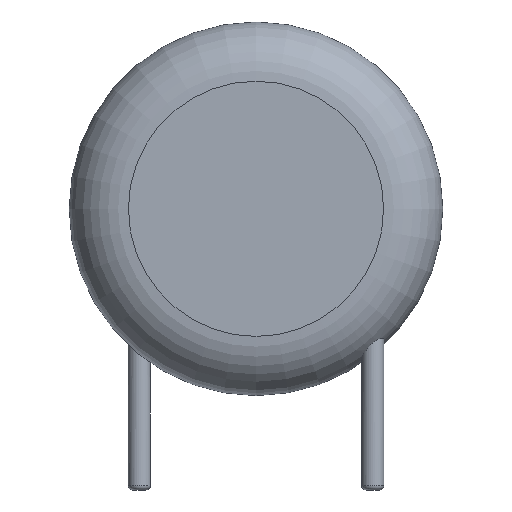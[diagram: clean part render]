
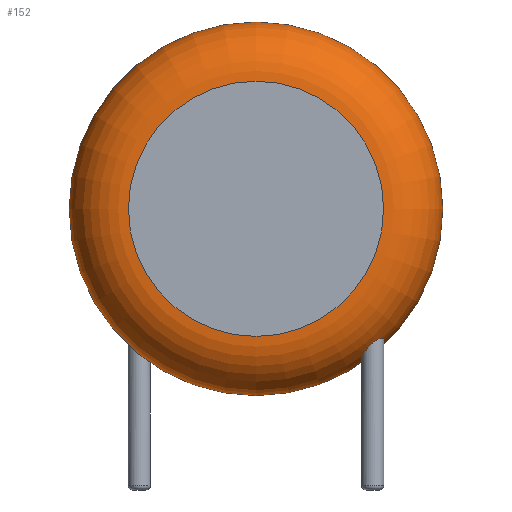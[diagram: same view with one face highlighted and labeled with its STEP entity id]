
A CAD part, front view. The second image highlights one B-rep face of the part: STEP entity #152.
In plain terms, the highlighted toroidal (fillet/blend) face has major radius 4.098 mm and minor radius 1.902 mm.
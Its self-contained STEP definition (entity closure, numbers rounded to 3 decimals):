
#24 = VERTEX_POINT('',#25);
#25 = CARTESIAN_POINT('',(9.75,-0.748,6.03));
#31 = EDGE_CURVE('',#24,#24,#32,.T.);
#32 = CIRCLE('',#33,6.);
#33 = AXIS2_PLACEMENT_3D('',#34,#35,#36);
#34 = CARTESIAN_POINT('',(3.75,-0.748,6.03));
#35 = DIRECTION('',(0.,-1.,0.));
#36 = DIRECTION('',(1.,0.,0.));
#152 = ADVANCED_FACE('',(#153,#173),#259,.T.);
#153 = FACE_BOUND('',#154,.T.);
#154 = EDGE_LOOP('',(#155,#156,#165,#172));
#155 = ORIENTED_EDGE('',*,*,#31,.T.);
#156 = ORIENTED_EDGE('',*,*,#157,.T.);
#157 = EDGE_CURVE('',#24,#158,#160,.T.);
#158 = VERTEX_POINT('',#159);
#159 = CARTESIAN_POINT('',(7.848,-2.65,6.03));
#160 = CIRCLE('',#161,1.902);
#161 = AXIS2_PLACEMENT_3D('',#162,#163,#164);
#162 = CARTESIAN_POINT('',(7.848,-0.748,6.03));
#163 = DIRECTION('',(0.,0.,-1.));
#164 = DIRECTION('',(1.,0.,0.));
#165 = ORIENTED_EDGE('',*,*,#166,.F.);
#166 = EDGE_CURVE('',#158,#158,#167,.T.);
#167 = CIRCLE('',#168,4.098);
#168 = AXIS2_PLACEMENT_3D('',#169,#170,#171);
#169 = CARTESIAN_POINT('',(3.75,-2.65,6.03));
#170 = DIRECTION('',(0.,-1.,0.));
#171 = DIRECTION('',(1.,0.,0.));
#172 = ORIENTED_EDGE('',*,*,#157,.F.);
#173 = FACE_BOUND('',#174,.T.);
#174 = EDGE_LOOP('',(#175,#194));
#175 = ORIENTED_EDGE('',*,*,#176,.T.);
#176 = EDGE_CURVE('',#177,#179,#181,.T.);
#177 = VERTEX_POINT('',#178);
#178 = CARTESIAN_POINT('',(7.86,-1.4,1.819));
#179 = VERTEX_POINT('',#180);
#180 = CARTESIAN_POINT('',(7.646,-1.071,1.503
));
#181 = B_SPLINE_CURVE_WITH_KNOTS('',6,(#182,#183,#184,#185,#186,#187,
#188,#189,#190,#191,#192,#193),.UNSPECIFIED.,.F.,.F.,(7,5,7),(
0.,0.641,1.),.UNSPECIFIED.);
#182 = CARTESIAN_POINT('',(7.86,-1.4,1.819));
#183 = CARTESIAN_POINT('',(7.86,-1.355,1.795));
#184 = CARTESIAN_POINT('',(7.853,-1.31,1.768));
#185 = CARTESIAN_POINT('',(7.84,-1.267,1.738)
);
#186 = CARTESIAN_POINT('',(7.82,-1.227,1.705
));
#187 = CARTESIAN_POINT('',(7.796,-1.19,1.669
));
#188 = CARTESIAN_POINT('',(7.749,-1.139,1.612
));
#189 = CARTESIAN_POINT('',(7.731,-1.122,1.591
));
#190 = CARTESIAN_POINT('',(7.712,-1.107,1.569
));
#191 = CARTESIAN_POINT('',(7.691,-1.093,1.547
));
#192 = CARTESIAN_POINT('',(7.669,-1.081,1.525
));
#193 = CARTESIAN_POINT('',(7.646,-1.071,1.503
));
#194 = ORIENTED_EDGE('',*,*,#195,.T.);
#195 = EDGE_CURVE('',#179,#177,#196,.T.);
#196 = B_SPLINE_CURVE_WITH_KNOTS('',7,(#197,#198,#199,#200,#201,#202,
#203,#204,#205,#206,#207,#208,#209,#210,#211,#212,#213,#214,#215,
#216,#217,#218,#219,#220,#221,#222,#223,#224,#225,#226,#227,#228,
#229,#230,#231,#232,#233,#234,#235,#236,#237,#238,#239,#240,#241,
#242,#243,#244,#245,#246,#247,#248,#249,#250,#251,#252,#253,#254,
#255,#256,#257,#258),.UNSPECIFIED.,.F.,.F.,(8,6,6,6,6,6,6,6,6,6,8),(
0.,0.171,0.22,0.307,0.396,
0.443,0.584,0.714,0.833,
0.931,1.),.UNSPECIFIED.);
#197 = CARTESIAN_POINT('',(7.646,-1.071,1.503
));
#198 = CARTESIAN_POINT('',(7.605,-1.053,1.464
));
#199 = CARTESIAN_POINT('',(7.562,-1.041,1.425
));
#200 = CARTESIAN_POINT('',(7.517,-1.035,1.387)
);
#201 = CARTESIAN_POINT('',(7.47,-1.035,1.349
));
#202 = CARTESIAN_POINT('',(7.423,-1.043,1.315
));
#203 = CARTESIAN_POINT('',(7.379,-1.058,1.283
));
#204 = CARTESIAN_POINT('',(7.325,-1.085,1.249)
);
#205 = CARTESIAN_POINT('',(7.313,-1.092,1.242)
);
#206 = CARTESIAN_POINT('',(7.302,-1.099,1.235
));
#207 = CARTESIAN_POINT('',(7.291,-1.106,1.228
));
#208 = CARTESIAN_POINT('',(7.28,-1.115,1.222
));
#209 = CARTESIAN_POINT('',(7.27,-1.123,1.217)
);
#210 = CARTESIAN_POINT('',(7.242,-1.148,1.203)
);
#211 = CARTESIAN_POINT('',(7.225,-1.166,1.196)
);
#212 = CARTESIAN_POINT('',(7.21,-1.184,1.19
));
#213 = CARTESIAN_POINT('',(7.196,-1.204,1.186)
);
#214 = CARTESIAN_POINT('',(7.184,-1.225,1.184
));
#215 = CARTESIAN_POINT('',(7.174,-1.246,1.184
));
#216 = CARTESIAN_POINT('',(7.156,-1.291,1.187
));
#217 = CARTESIAN_POINT('',(7.149,-1.315,1.19
));
#218 = CARTESIAN_POINT('',(7.144,-1.338,1.196
));
#219 = CARTESIAN_POINT('',(7.14,-1.362,1.203
));
#220 = CARTESIAN_POINT('',(7.139,-1.386,1.213
));
#221 = CARTESIAN_POINT('',(7.139,-1.409,1.223
));
#222 = CARTESIAN_POINT('',(7.143,-1.445,1.242
));
#223 = CARTESIAN_POINT('',(7.144,-1.457,1.249)
);
#224 = CARTESIAN_POINT('',(7.146,-1.469,1.257
));
#225 = CARTESIAN_POINT('',(7.149,-1.481,1.265)
);
#226 = CARTESIAN_POINT('',(7.152,-1.492,1.273)
);
#227 = CARTESIAN_POINT('',(7.155,-1.504,1.281
));
#228 = CARTESIAN_POINT('',(7.17,-1.548,1.316
));
#229 = CARTESIAN_POINT('',(7.185,-1.58,1.346
));
#230 = CARTESIAN_POINT('',(7.203,-1.609,1.377
));
#231 = CARTESIAN_POINT('',(7.224,-1.636,1.41
));
#232 = CARTESIAN_POINT('',(7.248,-1.661,1.445)
);
#233 = CARTESIAN_POINT('',(7.274,-1.683,1.481
));
#234 = CARTESIAN_POINT('',(7.329,-1.719,1.551)
);
#235 = CARTESIAN_POINT('',(7.358,-1.733,1.585
));
#236 = CARTESIAN_POINT('',(7.388,-1.745,1.619)
);
#237 = CARTESIAN_POINT('',(7.42,-1.754,1.652
));
#238 = CARTESIAN_POINT('',(7.453,-1.76,1.685
));
#239 = CARTESIAN_POINT('',(7.487,-1.761,1.716
));
#240 = CARTESIAN_POINT('',(7.553,-1.757,1.771
));
#241 = CARTESIAN_POINT('',(7.584,-1.752,1.795
));
#242 = CARTESIAN_POINT('',(7.616,-1.744,1.816
));
#243 = CARTESIAN_POINT('',(7.647,-1.732,1.835
));
#244 = CARTESIAN_POINT('',(7.676,-1.717,1.85
));
#245 = CARTESIAN_POINT('',(7.704,-1.699,1.861
));
#246 = CARTESIAN_POINT('',(7.75,-1.66,1.876)
);
#247 = CARTESIAN_POINT('',(7.77,-1.641,1.88
));
#248 = CARTESIAN_POINT('',(7.787,-1.62,1.882
));
#249 = CARTESIAN_POINT('',(7.803,-1.598,1.882
));
#250 = CARTESIAN_POINT('',(7.817,-1.574,1.879)
);
#251 = CARTESIAN_POINT('',(7.828,-1.55,1.874));
#252 = CARTESIAN_POINT('',(7.844,-1.508,1.863
));
#253 = CARTESIAN_POINT('',(7.849,-1.49,1.858)
);
#254 = CARTESIAN_POINT('',(7.854,-1.472,1.851)
);
#255 = CARTESIAN_POINT('',(7.857,-1.454,1.844
));
#256 = CARTESIAN_POINT('',(7.859,-1.436,1.836
));
#257 = CARTESIAN_POINT('',(7.86,-1.418,1.828));
#258 = CARTESIAN_POINT('',(7.86,-1.4,1.819));
#259 = TOROIDAL_SURFACE('',#260,4.098,1.902);
#260 = AXIS2_PLACEMENT_3D('',#261,#262,#263);
#261 = CARTESIAN_POINT('',(3.75,-0.748,6.03));
#262 = DIRECTION('',(0.,-1.,0.));
#263 = DIRECTION('',(1.,0.,0.));
